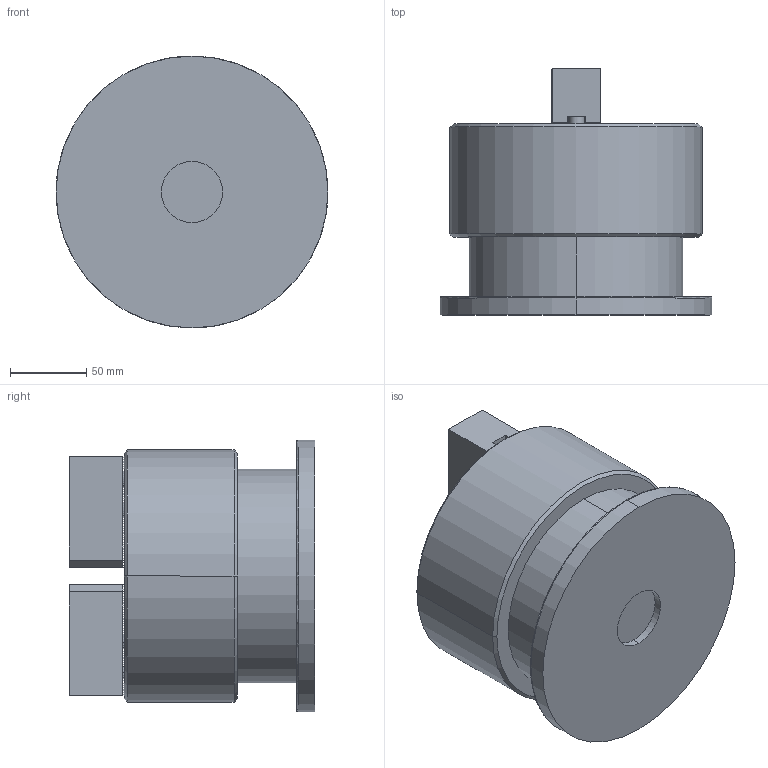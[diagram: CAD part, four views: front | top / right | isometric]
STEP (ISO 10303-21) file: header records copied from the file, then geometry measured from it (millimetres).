
FILE_DESCRIPTION (( 'STEP AP203' ), '1' );
FILE_NAME ('CF-VP-206.STEP', '2020-01-21T09:42:10', ( 'temp' ), ( '' ), 'SwSTEP 2.0', 'SolidWorks 2016', '' );
FILE_SCHEMA (( 'CONFIG_CONTROL_DESIGN' ));
Length unit declared in the file: millimetre
Products named in the file (9): 圓頭內六角螺栓_M10x25; 圓頭內六角螺栓; CF-VP-206; CF-VP-206-01000; CF-VP-206-05000; CF-VP-206-06000; CF-VP-206-02000; CF-VP-206-07000; SJ-06
Assembly tree (11 placements, depth 2):
  CF-VP-206
    CF-VP-206-01000
    CF-VP-206-05000
    CF-VP-206-06000
    CF-VP-206-02000
    CF-VP-206-07000
    SJ-06  x2
    圓頭內六角螺栓_M10x25  x2
    圓頭內六角螺栓  x2
Bounding box: 178 x 161 x 178 mm (x, y, z)
Volume: 2306786.3 mm3; surface area: 261589.7 mm2
Topology: 11 solids, 11 shells, 1024 faces, 2882 edges, 1893 vertices
Faces by surface type: plane 700, cylinder 264, cone 50, bspline 10
Entity records: 18771 total; most frequent: CARTESIAN_POINT 4055, ORIENTED_EDGE 3056, DIRECTION 2614, EDGE_CURVE 1528, VECTOR 1154, LINE 1154, VERTEX_POINT 1003, AXIS2_PLACEMENT_3D 730
